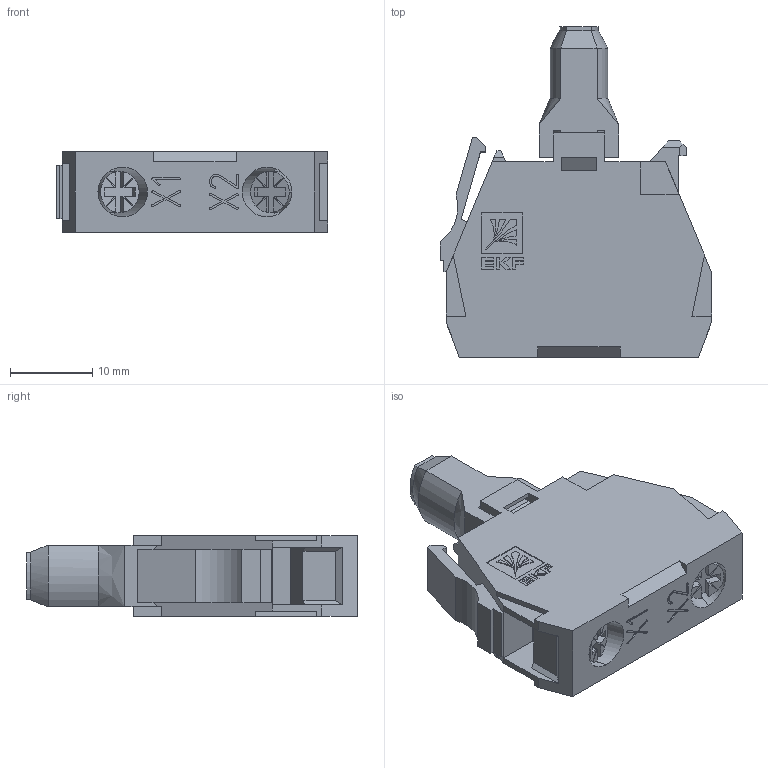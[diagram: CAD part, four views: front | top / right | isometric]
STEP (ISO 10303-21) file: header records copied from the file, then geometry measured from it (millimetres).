
FILE_DESCRIPTION (( 'STEP AP203' ), '1' );
FILE_NAME ('XB4-ESL-W(Y-R-G-B).ÃÌ Ëàìïà ñìåííàÿ c îñíîâàíèåì XB4 24Â.STEP', '2025-07-07T12:36:19', ( '' ), ( '' ), 'SwSTEP 2.0', 'SolidWorks 2021', '' );
FILE_SCHEMA (( 'CONFIG_CONTROL_DESIGN' ));
Length unit declared in the file: millimetre
Products named in the file (1): XB4-ESL-W(Y-R-G-B).ÃÌ Ëàìïà ñìåííàÿ c îñíîâàíèåì XB4 24Â
Bounding box: 32.9 x 40.1 x 9.8 mm (x, y, z)
Volume: 7030.8 mm3; surface area: 4116.9 mm2
Topology: 4 solids, 4 shells, 352 faces, 968 edges, 640 vertices
Faces by surface type: plane 269, bspline 70, cylinder 13
Entity records: 12117 total; most frequent: CARTESIAN_POINT 3501, ORIENTED_EDGE 1936, DIRECTION 1448, EDGE_CURVE 968, LINE 802, VECTOR 802, VERTEX_POINT 640, EDGE_LOOP 372
